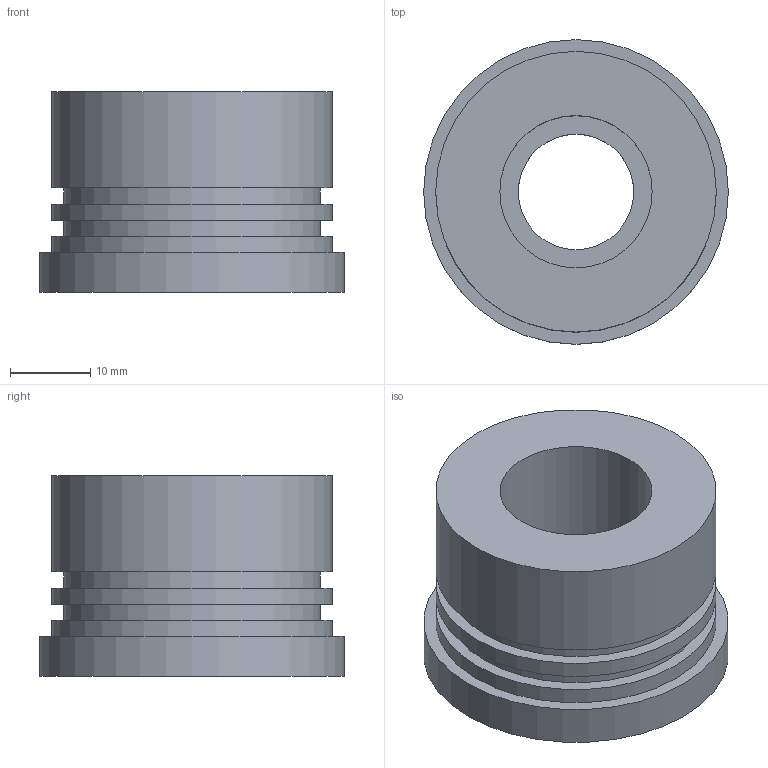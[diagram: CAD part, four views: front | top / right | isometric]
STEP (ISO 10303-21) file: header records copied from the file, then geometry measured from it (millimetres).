
FILE_DESCRIPTION(('FreeCAD Model'),'2;1');
FILE_NAME('Open CASCADE Shape Model','2024-10-16T19:19:14',(''),(''), 'Open CASCADE STEP processor 7.6','FreeCAD','Unknown');
FILE_SCHEMA(('CONFIG_CONTROL_DESIGN','SHAPE_APPEARANCE_LAYER_MIM'));
Length unit declared in the file: millimetre
Products named in the file (1): difference001 (Solid)
Bounding box: 38 x 38 x 25 mm (x, y, z)
Volume: 17917.2 mm3; surface area: 6737.8 mm2
Topology: 1 solids, 1 shells, 16 faces, 24 edges, 16 vertices
Faces by surface type: cylinder 8, plane 8
Full cylindrical faces by diameter (mm): 14.4 x1, 19 x1, 32 x2, 35 x3, 38 x1
Entity records: 420 total; most frequent: DIRECTION 74, CARTESIAN_POINT 57, ORIENTED_EDGE 48, AXIS2_PLACEMENT_3D 33, FACE_BOUND 24, EDGE_LOOP 24, EDGE_CURVE 24, ADVANCED_FACE 16
